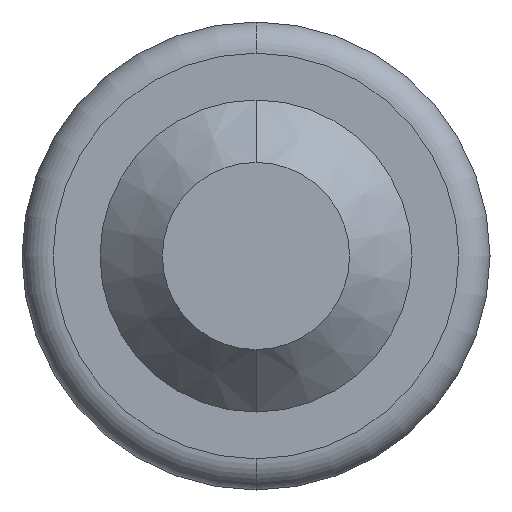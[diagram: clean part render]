
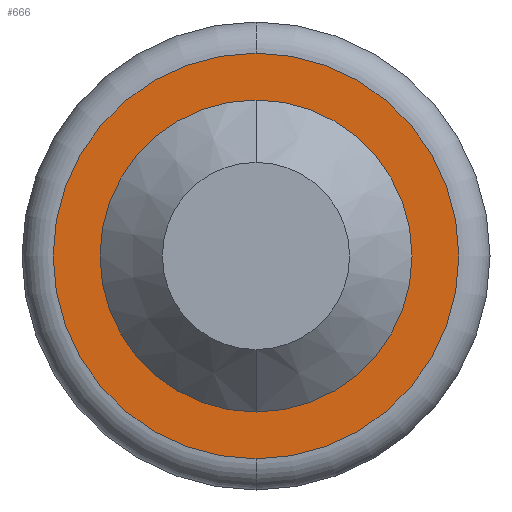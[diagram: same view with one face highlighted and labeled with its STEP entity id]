
A CAD part, front view. The second image highlights one B-rep face of the part: STEP entity #666.
In plain terms, the highlighted planar face has unit normal (0, -1, 0).
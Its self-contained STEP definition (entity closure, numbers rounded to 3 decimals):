
#10 = EDGE_LOOP ( 'NONE', ( #566, #140 ) ) ;
#15 = CIRCLE ( 'NONE', #359, 5. ) ;
#22 = EDGE_CURVE ( 'NONE', #394, #708, #172, .T. ) ;
#26 = CIRCLE ( 'NONE', #600, 5. ) ;
#46 = CARTESIAN_POINT ( 'NONE',  ( 0., 74., 0. ) ) ;
#61 = DIRECTION ( 'NONE',  ( 0., 0., 1. ) ) ;
#67 = CARTESIAN_POINT ( 'NONE',  ( 0., 74., 0. ) ) ;
#97 = DIRECTION ( 'NONE',  ( 0., 1., 0. ) ) ;
#102 = PLANE ( 'NONE',  #621 ) ;
#104 = DIRECTION ( 'NONE',  ( 0., 0., 1. ) ) ;
#132 = DIRECTION ( 'NONE',  ( 0., -1., 0. ) ) ;
#133 = FACE_BOUND ( 'NONE', #690, .T. ) ;
#140 = ORIENTED_EDGE ( 'NONE', *, *, #22, .T. ) ;
#172 = CIRCLE ( 'NONE', #691, 6.5 ) ;
#176 = CARTESIAN_POINT ( 'NONE',  ( 0., 74., -6.5 ) ) ;
#216 = DIRECTION ( 'NONE',  ( 0., -1., 0. ) ) ;
#222 = EDGE_CURVE ( 'NONE', #256, #493, #15, .T. ) ;
#256 = VERTEX_POINT ( 'NONE', #698 ) ;
#272 = CARTESIAN_POINT ( 'NONE',  ( 0., 74., 6.5 ) ) ;
#317 = ORIENTED_EDGE ( 'NONE', *, *, #222, .F. ) ;
#353 = CARTESIAN_POINT ( 'NONE',  ( 0., 74., -5. ) ) ;
#359 = AXIS2_PLACEMENT_3D ( 'NONE', #67, #529, #61 ) ;
#376 = DIRECTION ( 'NONE',  ( 0., 0., 1. ) ) ;
#394 = VERTEX_POINT ( 'NONE', #176 ) ;
#435 = CARTESIAN_POINT ( 'NONE',  ( 0., 74., 0. ) ) ;
#438 = FACE_OUTER_BOUND ( 'NONE', #10, .T. ) ;
#444 = CARTESIAN_POINT ( 'NONE',  ( 0., 74., 0. ) ) ;
#460 = CIRCLE ( 'NONE', #544, 6.5 ) ;
#477 = CARTESIAN_POINT ( 'NONE',  ( 0., 74., 0. ) ) ;
#493 = VERTEX_POINT ( 'NONE', #353 ) ;
#496 = DIRECTION ( 'NONE',  ( 0., 0., 1. ) ) ;
#529 = DIRECTION ( 'NONE',  ( 0., -1., 0. ) ) ;
#534 = ORIENTED_EDGE ( 'NONE', *, *, #640, .F. ) ;
#537 = DIRECTION ( 'NONE',  ( 0., 0., 1. ) ) ;
#544 = AXIS2_PLACEMENT_3D ( 'NONE', #444, #553, #104 ) ;
#553 = DIRECTION ( 'NONE',  ( 0., -1., 0. ) ) ;
#566 = ORIENTED_EDGE ( 'NONE', *, *, #592, .T. ) ;
#592 = EDGE_CURVE ( 'NONE', #708, #394, #460, .T. ) ;
#600 = AXIS2_PLACEMENT_3D ( 'NONE', #46, #216, #376 ) ;
#621 = AXIS2_PLACEMENT_3D ( 'NONE', #435, #97, #496 ) ;
#640 = EDGE_CURVE ( 'NONE', #493, #256, #26, .T. ) ;
#666 = ADVANCED_FACE ( 'NONE', ( #438, #133 ), #102, .F. ) ;
#690 = EDGE_LOOP ( 'NONE', ( #317, #534 ) ) ;
#691 = AXIS2_PLACEMENT_3D ( 'NONE', #477, #132, #537 ) ;
#698 = CARTESIAN_POINT ( 'NONE',  ( 0., 74., 5. ) ) ;
#708 = VERTEX_POINT ( 'NONE', #272 ) ;
